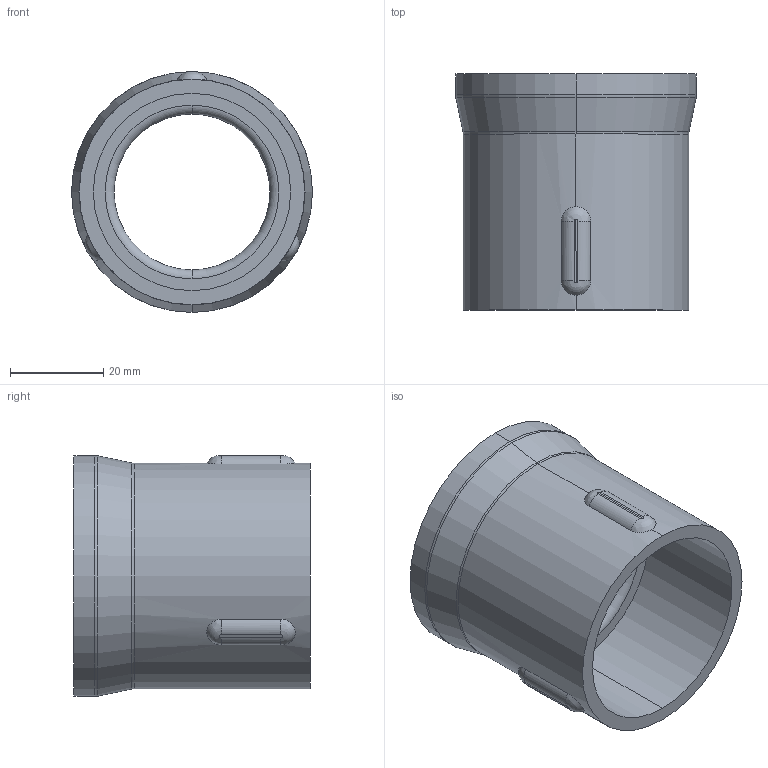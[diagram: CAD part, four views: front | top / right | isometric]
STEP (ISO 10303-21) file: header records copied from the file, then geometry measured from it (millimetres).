
FILE_DESCRIPTION (( 'STEP AP214' ), '1' );
FILE_NAME ('125_2_in_Coupler_2023.STEP', '2024-11-21T23:23:56', ( '' ), ( '' ), 'SwSTEP 2.0', 'SolidWorks 2024', '' );
FILE_SCHEMA (( 'AUTOMOTIVE_DESIGN' ));
Length unit declared in the file: inch
Products named in the file (1): 125_2_in_Coupler_2023
Bounding box: 51.82 x 50.8 x 51.82 mm (x, y, z)
Volume: 24990.1 mm3; surface area: 15789.2 mm2
Topology: 1 solids, 1 shells, 36 faces, 82 edges, 50 vertices
Faces by surface type: cylinder 16, torus 8, bspline 6, cone 4, plane 2
Entity records: 2579 total; most frequent: CARTESIAN_POINT 1793, ORIENTED_EDGE 164, DIRECTION 146, EDGE_CURVE 82, AXIS2_PLACEMENT_3D 61, VERTEX_POINT 50, EDGE_LOOP 40, FACE_OUTER_BOUND 36
